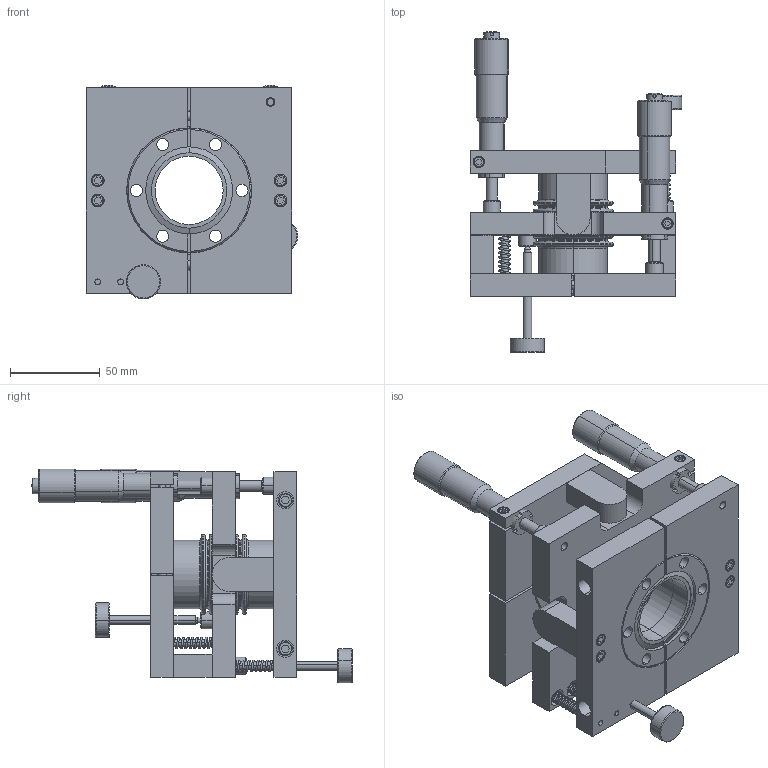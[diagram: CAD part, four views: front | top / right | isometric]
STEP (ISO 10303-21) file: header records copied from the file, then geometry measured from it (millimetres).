
FILE_DESCRIPTION (( 'STEP AP214' ), '1' );
FILE_NAME ('TILT200, 10004341.STEP', '2016-07-05T22:06:43', ( 'jvatsvog' ), ( 'Microsoft' ), 'SwSTEP 2.0', 'SolidWorks 2014', '' );
FILE_SCHEMA (( 'AUTOMOTIVE_DESIGN' ));
Length unit declared in the file: inch
Products named in the file (1): TILT200, 10004341
Bounding box: 117.47 x 178.12 x 118.89 mm (x, y, z)
Volume: 438175.3 mm3; surface area: 174340 mm2
Topology: 50 solids, 50 shells, 1132 faces, 2502 edges, 1538 vertices
Faces by surface type: cylinder 437, plane 369, cone 180, torus 128, sphere 10, bspline 8
Entity records: 63149 total; most frequent: CARTESIAN_POINT 21919, DIRECTION 5924, ORIENTED_EDGE 4908, EDGE_CURVE 2454, AXIS2_PLACEMENT_3D 2397, VERTEX_POINT 1536, EDGE_LOOP 1338, CIRCLE 1272
